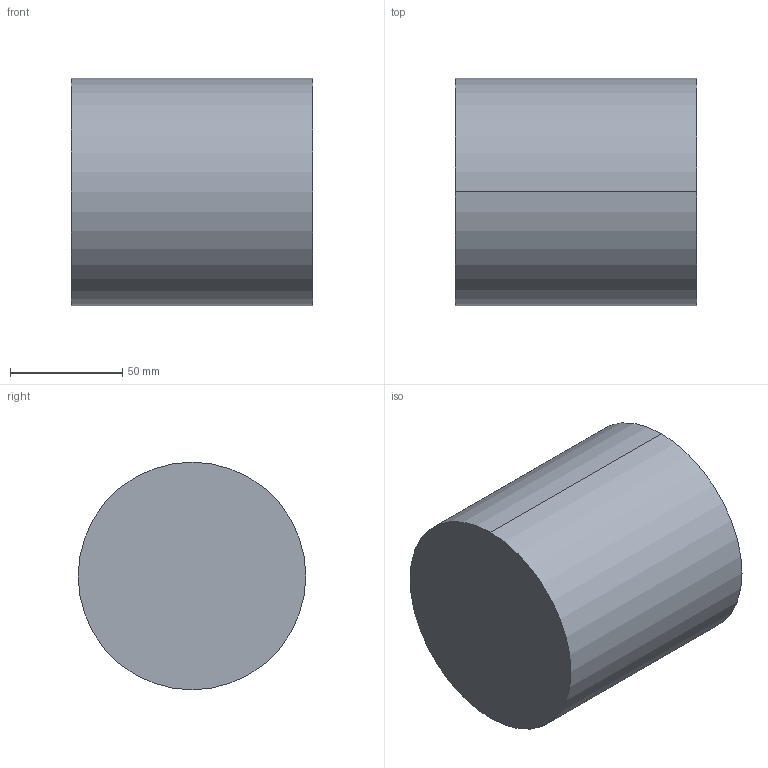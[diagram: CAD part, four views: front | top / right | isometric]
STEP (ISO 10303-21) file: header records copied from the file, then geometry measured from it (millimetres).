
FILE_DESCRIPTION (( 'STEP AP214' ), '1' );
FILE_NAME ('CRSA-4.STEP', '2020-10-23T00:57:15', ( '' ), ( '' ), 'SwSTEP 2.0', 'SolidWorks 2019', '' );
FILE_SCHEMA (( 'AUTOMOTIVE_DESIGN' ));
Length unit declared in the file: inch
Products named in the file (1): CRSA-4
Bounding box: 107.95 x 101.6 x 101.6 mm (x, y, z)
Volume: 875185.2 mm3; surface area: 50670.7 mm2
Topology: 1 solids, 1 shells, 37 faces, 258 edges, 256 vertices
Faces by surface type: plane 35, cylinder 2
Entity records: 4106 total; most frequent: CARTESIAN_POINT 2138, ORIENTED_EDGE 516, EDGE_CURVE 258, VERTEX_POINT 256, DIRECTION 232, VECTOR 148, LINE 148, B_SPLINE_CURVE_WITH_KNOTS 106
